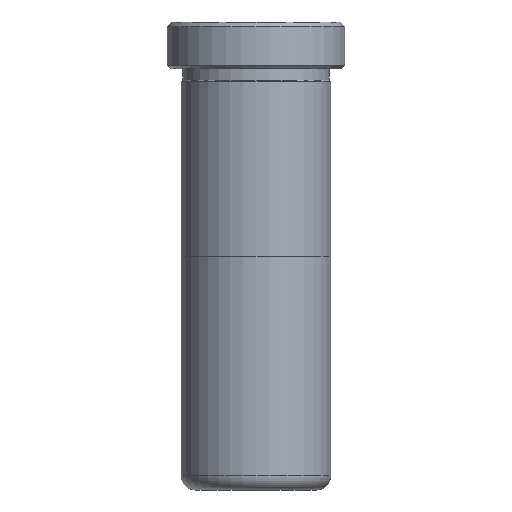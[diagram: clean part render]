
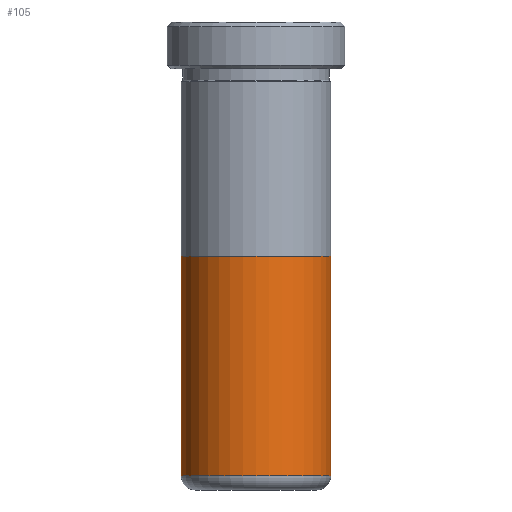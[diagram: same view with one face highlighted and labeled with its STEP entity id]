
A CAD part, front view. The second image highlights one B-rep face of the part: STEP entity #105.
In plain terms, the highlighted cylindrical face has radius 7.995 mm (diameter 15.99 mm), a partial arc.
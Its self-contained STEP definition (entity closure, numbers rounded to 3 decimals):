
#1 = ORIENTED_EDGE ( 'NONE', *, *, #557, .T. ) ;
#13 = CIRCLE ( 'NONE', #1352, 7.995 ) ;
#84 = DIRECTION ( 'NONE',  ( 0., 0., 1. ) ) ;
#105 = ADVANCED_FACE ( 'NONE', ( #1080 ), #484, .T. ) ;
#141 = VECTOR ( 'NONE', #210, 1000. ) ;
#201 = CARTESIAN_POINT ( 'NONE',  ( 7.995, 0., 1.5 ) ) ;
#207 = AXIS2_PLACEMENT_3D ( 'NONE', #319, #877, #562 ) ;
#210 = DIRECTION ( 'NONE',  ( 0., 0., -1. ) ) ;
#319 = CARTESIAN_POINT ( 'NONE',  ( 0., 0., 45. ) ) ;
#433 = DIRECTION ( 'NONE',  ( 0., 0., 1. ) ) ;
#467 = VERTEX_POINT ( 'NONE', #1447 ) ;
#477 = EDGE_CURVE ( 'NONE', #467, #790, #13, .T. ) ;
#484 = CYLINDRICAL_SURFACE ( 'NONE', #207, 7.995 ) ;
#490 = VECTOR ( 'NONE', #801, 1000. ) ;
#525 = CIRCLE ( 'NONE', #795, 7.995 ) ;
#526 = EDGE_CURVE ( 'NONE', #1341, #548, #525, .T. ) ;
#535 = EDGE_CURVE ( 'NONE', #790, #548, #1088, .T. ) ;
#545 = CARTESIAN_POINT ( 'NONE',  ( 7.995, 0., 25. ) ) ;
#548 = VERTEX_POINT ( 'NONE', #201 ) ;
#557 = EDGE_CURVE ( 'NONE', #467, #1341, #1392, .T. ) ;
#562 = DIRECTION ( 'NONE',  ( -1., 0., 0. ) ) ;
#699 = CARTESIAN_POINT ( 'NONE',  ( -7.995, 0., 45. ) ) ;
#719 = EDGE_LOOP ( 'NONE', ( #1490, #1332, #1, #1114 ) ) ;
#790 = VERTEX_POINT ( 'NONE', #545 ) ;
#795 = AXIS2_PLACEMENT_3D ( 'NONE', #810, #84, #922 ) ;
#801 = DIRECTION ( 'NONE',  ( 0., 0., -1. ) ) ;
#810 = CARTESIAN_POINT ( 'NONE',  ( 0., 0., 1.5 ) ) ;
#877 = DIRECTION ( 'NONE',  ( 0., 0., -1. ) ) ;
#922 = DIRECTION ( 'NONE',  ( 1., 0., 0. ) ) ;
#1031 = CARTESIAN_POINT ( 'NONE',  ( 7.995, 0., 45. ) ) ;
#1080 = FACE_OUTER_BOUND ( 'NONE', #719, .T. ) ;
#1088 = LINE ( 'NONE', #1031, #490 ) ;
#1114 = ORIENTED_EDGE ( 'NONE', *, *, #526, .T. ) ;
#1125 = CARTESIAN_POINT ( 'NONE',  ( 0., 0., 25. ) ) ;
#1237 = DIRECTION ( 'NONE',  ( 1., 0., 0. ) ) ;
#1332 = ORIENTED_EDGE ( 'NONE', *, *, #477, .F. ) ;
#1341 = VERTEX_POINT ( 'NONE', #1347 ) ;
#1347 = CARTESIAN_POINT ( 'NONE',  ( -7.995, 0., 1.5 ) ) ;
#1352 = AXIS2_PLACEMENT_3D ( 'NONE', #1125, #433, #1237 ) ;
#1392 = LINE ( 'NONE', #699, #141 ) ;
#1447 = CARTESIAN_POINT ( 'NONE',  ( -7.995, 0., 25. ) ) ;
#1490 = ORIENTED_EDGE ( 'NONE', *, *, #535, .F. ) ;
